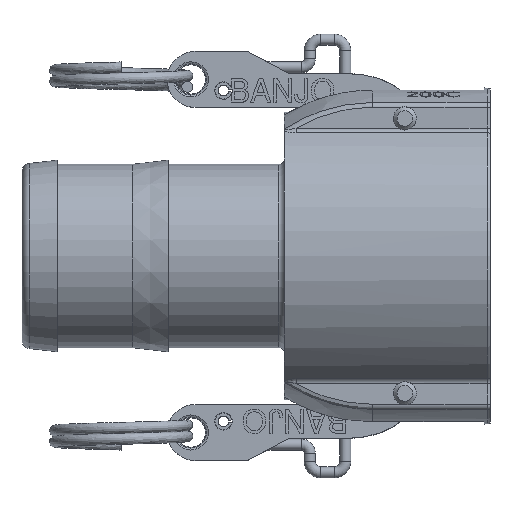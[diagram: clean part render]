
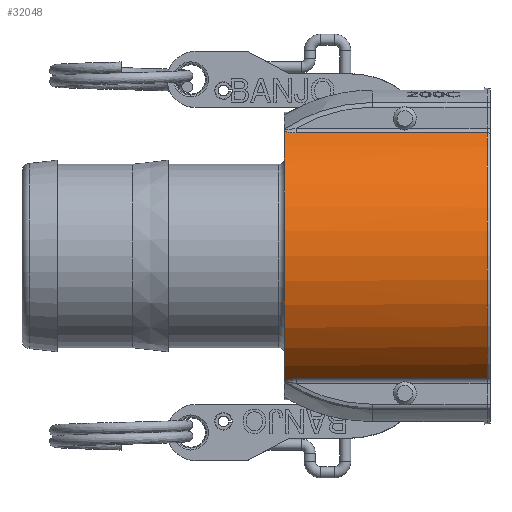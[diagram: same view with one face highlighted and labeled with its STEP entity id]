
A CAD part, top view. The second image highlights one B-rep face of the part: STEP entity #32048.
In plain terms, the highlighted cylindrical face has radius 39.37 mm (diameter 78.74 mm), a partial arc.
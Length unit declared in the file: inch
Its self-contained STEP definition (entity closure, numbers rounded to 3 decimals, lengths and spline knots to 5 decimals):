
#3099=LINE('',#43482,#5440);
#3138=LINE('',#43695,#5479);
#5440=VECTOR('',#36371,0.3937);
#5479=VECTOR('',#36618,0.3937);
#8025=B_SPLINE_CURVE_WITH_KNOTS('',3,(#43697,#43698,#43699,#43700,#43701,
#43702),.UNSPECIFIED.,.F.,.F.,(4,1,1,4),(-0.34067,-0.26212,
-0.13106,0.),.UNSPECIFIED.);
#8026=B_SPLINE_CURVE_WITH_KNOTS('',3,(#43705,#43706,#43707,#43708,#43709,
#43710),.UNSPECIFIED.,.F.,.F.,(4,1,1,4),(-0.45871,-0.26212,
-0.13106,-0.11795),.UNSPECIFIED.);
#9370=FACE_OUTER_BOUND('',#11215,.T.);
#11215=EDGE_LOOP('',(#22282,#22283,#22284,#22285,#22286,#22287));
#13267=CIRCLE('',#34062,1.55);
#13288=CIRCLE('',#34109,1.55);
#14053=VERTEX_POINT('',#43479);
#14054=VERTEX_POINT('',#43481);
#14105=VERTEX_POINT('',#43614);
#14124=VERTEX_POINT('',#43694);
#14125=VERTEX_POINT('',#43696);
#14126=VERTEX_POINT('',#43703);
#17281=EDGE_CURVE('',#14053,#14054,#3099,.T.);
#17346=EDGE_CURVE('',#14105,#14053,#13267,.T.);
#17385=EDGE_CURVE('',#14124,#14105,#3138,.T.);
#17386=EDGE_CURVE('',#14125,#14124,#8025,.T.);
#17387=EDGE_CURVE('',#14125,#14126,#13288,.T.);
#17388=EDGE_CURVE('',#14054,#14126,#8026,.T.);
#22282=ORIENTED_EDGE('',*,*,#17346,.F.);
#22283=ORIENTED_EDGE('',*,*,#17385,.F.);
#22284=ORIENTED_EDGE('',*,*,#17386,.F.);
#22285=ORIENTED_EDGE('',*,*,#17387,.T.);
#22286=ORIENTED_EDGE('',*,*,#17388,.F.);
#22287=ORIENTED_EDGE('',*,*,#17281,.F.);
#31752=CYLINDRICAL_SURFACE('',#34108,1.55);
#32048=ADVANCED_FACE('',(#9370),#31752,.T.);
#34062=AXIS2_PLACEMENT_3D('',#43616,#36511,#36512);
#34108=AXIS2_PLACEMENT_3D('',#43693,#36616,#36617);
#34109=AXIS2_PLACEMENT_3D('',#43704,#36619,#36620);
#36371=DIRECTION('',(-1.,0.,0.));
#36511=DIRECTION('center_axis',(1.,0.,0.));
#36512=DIRECTION('ref_axis',(0.,0.,1.));
#36616=DIRECTION('center_axis',(1.,0.,0.));
#36617=DIRECTION('ref_axis',(0.,1.,0.));
#36618=DIRECTION('',(1.,0.,0.));
#36619=DIRECTION('center_axis',(1.,0.,0.));
#36620=DIRECTION('ref_axis',(0.,1.,0.));
#43479=CARTESIAN_POINT('',(2.18,-1.32231,0.8087));
#43481=CARTESIAN_POINT('',(0.12535,-1.32231,0.8087));
#43482=CARTESIAN_POINT('',(1.12,-1.32231,0.8087));
#43614=CARTESIAN_POINT('',(2.18,1.32231,0.8087));
#43616=CARTESIAN_POINT('Origin',(2.18,0.,0.));
#43693=CARTESIAN_POINT('Origin',(1.12,0.,0.));
#43694=CARTESIAN_POINT('',(0.12535,1.32231,0.8087));
#43695=CARTESIAN_POINT('',(1.12,1.32231,0.8087));
#43696=CARTESIAN_POINT('',(0.,1.34133,0.77675));
#43697=CARTESIAN_POINT('Ctrl Pts',(-0.00001,1.34137,
0.77668));
#43698=CARTESIAN_POINT('Ctrl Pts',(0.00687,1.33766,
0.78308));
#43699=CARTESIAN_POINT('Ctrl Pts',(0.02977,1.32939,
0.79707));
#43700=CARTESIAN_POINT('Ctrl Pts',(0.07334,1.32349,0.80676));
#43701=CARTESIAN_POINT('Ctrl Pts',(0.10816,1.32231,0.8087));
#43702=CARTESIAN_POINT('Ctrl Pts',(0.12535,1.32231,0.8087));
#43703=CARTESIAN_POINT('',(0.,-1.34133,0.77675));
#43704=CARTESIAN_POINT('Origin',(0.,0.,0.));
#43705=CARTESIAN_POINT('Ctrl Pts',(0.12535,-1.32231,
0.8087));
#43706=CARTESIAN_POINT('Ctrl Pts',(0.09956,-1.32231,
0.8087));
#43707=CARTESIAN_POINT('Ctrl Pts',(0.05593,-1.3241,
0.80581));
#43708=CARTESIAN_POINT('Ctrl Pts',(0.01428,-1.33402,
0.78934));
#43709=CARTESIAN_POINT('Ctrl Pts',(0.00116,-1.34071,
0.77782));
#43710=CARTESIAN_POINT('Ctrl Pts',(0.00001,-1.34133,
0.77674));
